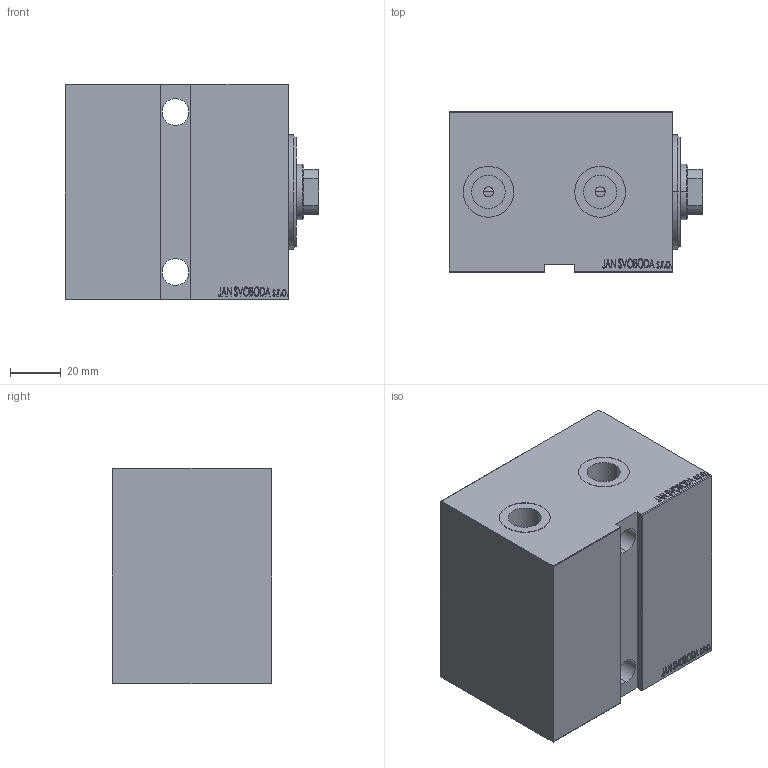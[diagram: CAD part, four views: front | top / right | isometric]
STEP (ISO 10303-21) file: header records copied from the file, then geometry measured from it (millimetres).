
FILE_DESCRIPTION (( 'STEP AP203' ), '1' );
FILE_NAME ('27fe.STEP', '2021-03-19T09:25:53', ( '' ), ( '' ), 'SwSTEP 2.0', 'SolidWorks 2019', '' );
FILE_SCHEMA (( 'CONFIG_CONTROL_DESIGN' ));
Length unit declared in the file: millimetre
Products named in the file (4): V450CM_E_VCP 21a533afaa86ee65e87d8309b240444e; V450CM_VC_B 21a533afaa86ee65e87d8309b240444e; 27fe; V450CM_E 21a533afaa86ee65e87d8309b240444e
Assembly tree (3 placements, depth 2):
  27fe
    V450CM_E 21a533afaa86ee65e87d8309b240444e
    V450CM_E_VCP 21a533afaa86ee65e87d8309b240444e
    V450CM_VC_B 21a533afaa86ee65e87d8309b240444e
Bounding box: 100 x 63 x 85 mm (x, y, z)
Volume: 417591.4 mm3; surface area: 72150.8 mm2
Topology: 3 solids, 3 shells, 867 faces, 2222 edges, 1473 vertices
Faces by surface type: plane 415, bspline 380, cylinder 58, cone 14
Entity records: 43512 total; most frequent: CARTESIAN_POINT 24534, ORIENTED_EDGE 4440, DIRECTION 2562, EDGE_CURVE 2220, VERTEX_POINT 1473, VECTOR 1320, LINE 1320, EDGE_LOOP 991
